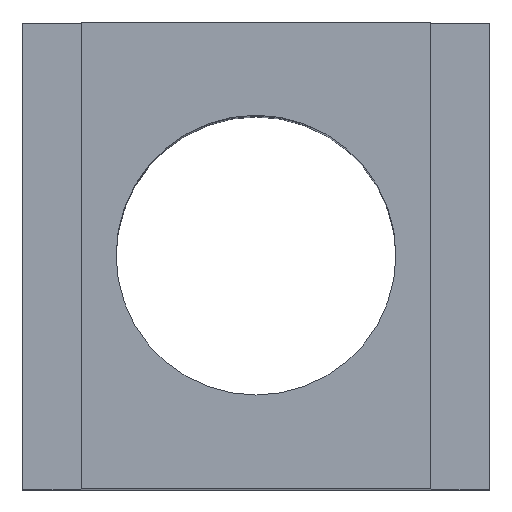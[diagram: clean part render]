
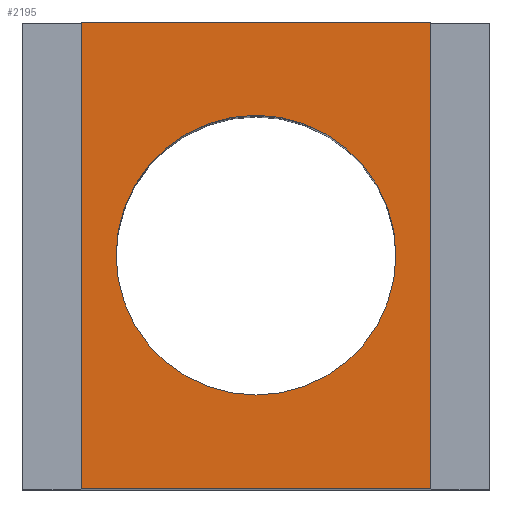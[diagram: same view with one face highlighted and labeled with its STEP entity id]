
A CAD part, top view. The second image highlights one B-rep face of the part: STEP entity #2195.
In plain terms, the highlighted planar face has unit normal (0, 0, 1).
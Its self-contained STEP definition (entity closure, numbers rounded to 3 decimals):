
#100 = PLANE('',#101);
#101 = AXIS2_PLACEMENT_3D('',#102,#103,#104);
#102 = CARTESIAN_POINT('',(-7.5,10.,2.));
#103 = DIRECTION('',(0.,1.,0.));
#104 = DIRECTION('',(1.,0.,0.));
#391 = CYLINDRICAL_SURFACE('',#392,6.);
#392 = AXIS2_PLACEMENT_3D('',#393,#394,#395);
#393 = CARTESIAN_POINT('',(0.,0.,42.));
#394 = DIRECTION('',(0.,0.,1.));
#395 = DIRECTION('',(1.,0.,0.));
#424 = PLANE('',#425);
#425 = AXIS2_PLACEMENT_3D('',#426,#427,#428);
#426 = CARTESIAN_POINT('',(-7.5,-10.,2.));
#427 = DIRECTION('',(-1.,0.,0.));
#428 = DIRECTION('',(0.,1.,0.));
#461 = VERTEX_POINT('',#462);
#462 = CARTESIAN_POINT('',(-7.5,10.,42.));
#483 = EDGE_CURVE('',#461,#484,#486,.T.);
#484 = VERTEX_POINT('',#485);
#485 = CARTESIAN_POINT('',(7.5,10.,42.));
#486 = SURFACE_CURVE('',#487,(#491,#498),.PCURVE_S1.);
#487 = LINE('',#488,#489);
#488 = CARTESIAN_POINT('',(-7.5,10.,42.));
#489 = VECTOR('',#490,1.);
#490 = DIRECTION('',(1.,0.,0.));
#491 = PCURVE('',#100,#492);
#492 = DEFINITIONAL_REPRESENTATION('',(#493),#497);
#493 = LINE('',#494,#495);
#494 = CARTESIAN_POINT('',(0.,-40.));
#495 = VECTOR('',#496,1.);
#496 = DIRECTION('',(1.,0.));
#497 = ( GEOMETRIC_REPRESENTATION_CONTEXT(2) 
PARAMETRIC_REPRESENTATION_CONTEXT() REPRESENTATION_CONTEXT('2D SPACE',''
  ) );
#498 = PCURVE('',#499,#504);
#499 = PLANE('',#500);
#500 = AXIS2_PLACEMENT_3D('',#501,#502,#503);
#501 = CARTESIAN_POINT('',(0.,0.,42.));
#502 = DIRECTION('',(-0.,-0.,-1.));
#503 = DIRECTION('',(-1.,0.,0.));
#504 = DEFINITIONAL_REPRESENTATION('',(#505),#509);
#505 = LINE('',#506,#507);
#506 = CARTESIAN_POINT('',(7.5,10.));
#507 = VECTOR('',#508,1.);
#508 = DIRECTION('',(-1.,0.));
#509 = ( GEOMETRIC_REPRESENTATION_CONTEXT(2) 
PARAMETRIC_REPRESENTATION_CONTEXT() REPRESENTATION_CONTEXT('2D SPACE',''
  ) );
#525 = PLANE('',#526);
#526 = AXIS2_PLACEMENT_3D('',#527,#528,#529);
#527 = CARTESIAN_POINT('',(7.5,10.,2.));
#528 = DIRECTION('',(1.,0.,0.));
#529 = DIRECTION('',(0.,-1.,0.));
#625 = VERTEX_POINT('',#626);
#626 = CARTESIAN_POINT('',(6.,0.,42.));
#647 = EDGE_CURVE('',#625,#625,#648,.T.);
#648 = SURFACE_CURVE('',#649,(#654,#661),.PCURVE_S1.);
#649 = CIRCLE('',#650,6.);
#650 = AXIS2_PLACEMENT_3D('',#651,#652,#653);
#651 = CARTESIAN_POINT('',(0.,0.,42.));
#652 = DIRECTION('',(0.,0.,1.));
#653 = DIRECTION('',(1.,0.,0.));
#654 = PCURVE('',#391,#655);
#655 = DEFINITIONAL_REPRESENTATION('',(#656),#660);
#656 = LINE('',#657,#658);
#657 = CARTESIAN_POINT('',(0.,0.));
#658 = VECTOR('',#659,1.);
#659 = DIRECTION('',(1.,0.));
#660 = ( GEOMETRIC_REPRESENTATION_CONTEXT(2) 
PARAMETRIC_REPRESENTATION_CONTEXT() REPRESENTATION_CONTEXT('2D SPACE',''
  ) );
#661 = PCURVE('',#499,#662);
#662 = DEFINITIONAL_REPRESENTATION('',(#663),#671);
#663 = ( BOUNDED_CURVE() B_SPLINE_CURVE(2,(#664,#665,#666,#667,#668,#669
,#670),.UNSPECIFIED.,.T.,.F.) B_SPLINE_CURVE_WITH_KNOTS((1,2,2,2,2,1),(
    -2.094,0.,2.094,4.189,6.283,
8.378),.UNSPECIFIED.) CURVE() GEOMETRIC_REPRESENTATION_ITEM() 
RATIONAL_B_SPLINE_CURVE((1.,0.5,1.,0.5,1.,0.5,1.)) REPRESENTATION_ITEM(
  '') );
#664 = CARTESIAN_POINT('',(-6.,0.));
#665 = CARTESIAN_POINT('',(-6.,10.392));
#666 = CARTESIAN_POINT('',(3.,5.196));
#667 = CARTESIAN_POINT('',(12.,0.));
#668 = CARTESIAN_POINT('',(3.,-5.196));
#669 = CARTESIAN_POINT('',(-6.,-10.392));
#670 = CARTESIAN_POINT('',(-6.,0.));
#671 = ( GEOMETRIC_REPRESENTATION_CONTEXT(2) 
PARAMETRIC_REPRESENTATION_CONTEXT() REPRESENTATION_CONTEXT('2D SPACE',''
  ) );
#1915 = VERTEX_POINT('',#1916);
#1916 = CARTESIAN_POINT('',(-7.5,-10.,42.));
#1930 = PLANE('',#1931);
#1931 = AXIS2_PLACEMENT_3D('',#1932,#1933,#1934);
#1932 = CARTESIAN_POINT('',(7.5,-10.,2.));
#1933 = DIRECTION('',(0.,-1.,0.));
#1934 = DIRECTION('',(-1.,0.,0.));
#1942 = EDGE_CURVE('',#1915,#461,#1943,.T.);
#1943 = SURFACE_CURVE('',#1944,(#1948,#1955),.PCURVE_S1.);
#1944 = LINE('',#1945,#1946);
#1945 = CARTESIAN_POINT('',(-7.5,-10.,42.));
#1946 = VECTOR('',#1947,1.);
#1947 = DIRECTION('',(0.,1.,0.));
#1948 = PCURVE('',#424,#1949);
#1949 = DEFINITIONAL_REPRESENTATION('',(#1950),#1954);
#1950 = LINE('',#1951,#1952);
#1951 = CARTESIAN_POINT('',(0.,-40.));
#1952 = VECTOR('',#1953,1.);
#1953 = DIRECTION('',(1.,0.));
#1954 = ( GEOMETRIC_REPRESENTATION_CONTEXT(2) 
PARAMETRIC_REPRESENTATION_CONTEXT() REPRESENTATION_CONTEXT('2D SPACE',''
  ) );
#1955 = PCURVE('',#499,#1956);
#1956 = DEFINITIONAL_REPRESENTATION('',(#1957),#1961);
#1957 = LINE('',#1958,#1959);
#1958 = CARTESIAN_POINT('',(7.5,-10.));
#1959 = VECTOR('',#1960,1.);
#1960 = DIRECTION('',(0.,1.));
#1961 = ( GEOMETRIC_REPRESENTATION_CONTEXT(2) 
PARAMETRIC_REPRESENTATION_CONTEXT() REPRESENTATION_CONTEXT('2D SPACE',''
  ) );
#2029 = EDGE_CURVE('',#484,#2030,#2032,.T.);
#2030 = VERTEX_POINT('',#2031);
#2031 = CARTESIAN_POINT('',(7.5,-10.,42.));
#2032 = SURFACE_CURVE('',#2033,(#2037,#2044),.PCURVE_S1.);
#2033 = LINE('',#2034,#2035);
#2034 = CARTESIAN_POINT('',(7.5,10.,42.));
#2035 = VECTOR('',#2036,1.);
#2036 = DIRECTION('',(0.,-1.,0.));
#2037 = PCURVE('',#525,#2038);
#2038 = DEFINITIONAL_REPRESENTATION('',(#2039),#2043);
#2039 = LINE('',#2040,#2041);
#2040 = CARTESIAN_POINT('',(0.,-40.));
#2041 = VECTOR('',#2042,1.);
#2042 = DIRECTION('',(1.,0.));
#2043 = ( GEOMETRIC_REPRESENTATION_CONTEXT(2) 
PARAMETRIC_REPRESENTATION_CONTEXT() REPRESENTATION_CONTEXT('2D SPACE',''
  ) );
#2044 = PCURVE('',#499,#2045);
#2045 = DEFINITIONAL_REPRESENTATION('',(#2046),#2050);
#2046 = LINE('',#2047,#2048);
#2047 = CARTESIAN_POINT('',(-7.5,10.));
#2048 = VECTOR('',#2049,1.);
#2049 = DIRECTION('',(0.,-1.));
#2050 = ( GEOMETRIC_REPRESENTATION_CONTEXT(2) 
PARAMETRIC_REPRESENTATION_CONTEXT() REPRESENTATION_CONTEXT('2D SPACE',''
  ) );
#2195 = ADVANCED_FACE('',(#2196,#2222),#499,.F.);
#2196 = FACE_BOUND('',#2197,.F.);
#2197 = EDGE_LOOP('',(#2198,#2199,#2200,#2221));
#2198 = ORIENTED_EDGE('',*,*,#483,.T.);
#2199 = ORIENTED_EDGE('',*,*,#2029,.T.);
#2200 = ORIENTED_EDGE('',*,*,#2201,.T.);
#2201 = EDGE_CURVE('',#2030,#1915,#2202,.T.);
#2202 = SURFACE_CURVE('',#2203,(#2207,#2214),.PCURVE_S1.);
#2203 = LINE('',#2204,#2205);
#2204 = CARTESIAN_POINT('',(7.5,-10.,42.));
#2205 = VECTOR('',#2206,1.);
#2206 = DIRECTION('',(-1.,0.,0.));
#2207 = PCURVE('',#499,#2208);
#2208 = DEFINITIONAL_REPRESENTATION('',(#2209),#2213);
#2209 = LINE('',#2210,#2211);
#2210 = CARTESIAN_POINT('',(-7.5,-10.));
#2211 = VECTOR('',#2212,1.);
#2212 = DIRECTION('',(1.,0.));
#2213 = ( GEOMETRIC_REPRESENTATION_CONTEXT(2) 
PARAMETRIC_REPRESENTATION_CONTEXT() REPRESENTATION_CONTEXT('2D SPACE',''
  ) );
#2214 = PCURVE('',#1930,#2215);
#2215 = DEFINITIONAL_REPRESENTATION('',(#2216),#2220);
#2216 = LINE('',#2217,#2218);
#2217 = CARTESIAN_POINT('',(0.,-40.));
#2218 = VECTOR('',#2219,1.);
#2219 = DIRECTION('',(1.,0.));
#2220 = ( GEOMETRIC_REPRESENTATION_CONTEXT(2) 
PARAMETRIC_REPRESENTATION_CONTEXT() REPRESENTATION_CONTEXT('2D SPACE',''
  ) );
#2221 = ORIENTED_EDGE('',*,*,#1942,.T.);
#2222 = FACE_BOUND('',#2223,.F.);
#2223 = EDGE_LOOP('',(#2224));
#2224 = ORIENTED_EDGE('',*,*,#647,.T.);
